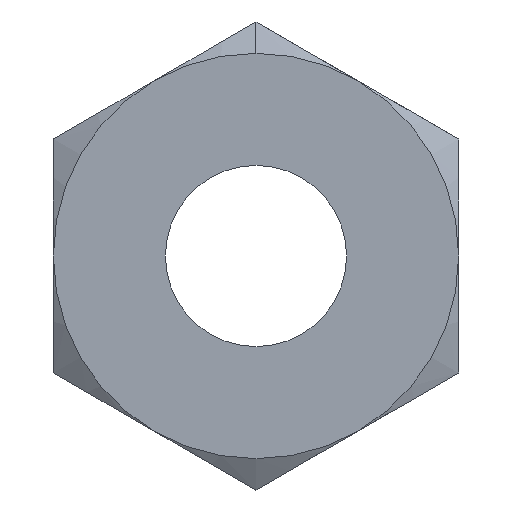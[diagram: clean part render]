
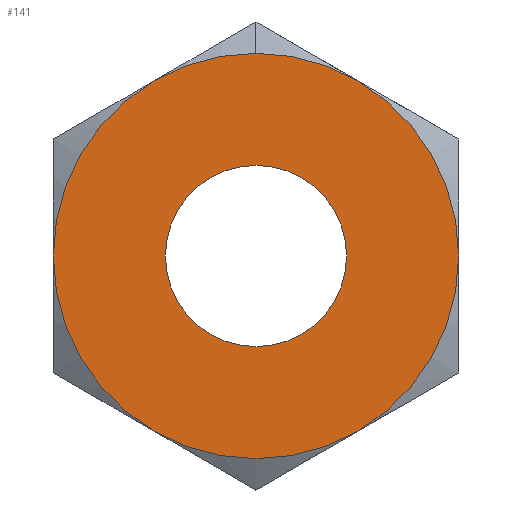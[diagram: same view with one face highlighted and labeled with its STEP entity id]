
A CAD part, front view. The second image highlights one B-rep face of the part: STEP entity #141.
In plain terms, the highlighted planar face has unit normal (0, -1, 0).
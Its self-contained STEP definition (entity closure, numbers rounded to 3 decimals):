
#14 = EDGE_CURVE ( 'NONE', #199, #840, #63, .T. ) ;
#43 = DIRECTION ( 'NONE',  ( 0., 1., 0. ) ) ;
#63 = CIRCLE ( 'NONE', #954, 1.229 ) ;
#65 = CARTESIAN_POINT ( 'NONE',  ( -1.375, 0., -2.382 ) ) ;
#66 = CIRCLE ( 'NONE', #608, 2.75 ) ;
#84 = VERTEX_POINT ( 'NONE', #913 ) ;
#87 = ORIENTED_EDGE ( 'NONE', *, *, #697, .F. ) ;
#99 = CARTESIAN_POINT ( 'NONE',  ( 0., 0., -1.229 ) ) ;
#103 = EDGE_CURVE ( 'NONE', #453, #808, #342, .T. ) ;
#107 = ORIENTED_EDGE ( 'NONE', *, *, #249, .F. ) ;
#109 = CARTESIAN_POINT ( 'NONE',  ( 0., 0., 0. ) ) ;
#128 = DIRECTION ( 'NONE',  ( 0., 1., 0. ) ) ;
#141 = ADVANCED_FACE ( 'NONE', ( #786, #779 ), #261, .F. ) ;
#144 = CARTESIAN_POINT ( 'NONE',  ( 0., 0., 0. ) ) ;
#145 = CARTESIAN_POINT ( 'NONE',  ( 0., 0., 0. ) ) ;
#147 = AXIS2_PLACEMENT_3D ( 'NONE', #568, #128, #363 ) ;
#149 = EDGE_LOOP ( 'NONE', ( #352, #107 ) ) ;
#157 = CIRCLE ( 'NONE', #687, 2.75 ) ;
#158 = ORIENTED_EDGE ( 'NONE', *, *, #103, .F. ) ;
#173 = CIRCLE ( 'NONE', #661, 1.229 ) ;
#188 = CARTESIAN_POINT ( 'NONE',  ( 0., 0., 2.75 ) ) ;
#199 = VERTEX_POINT ( 'NONE', #869 ) ;
#208 = CARTESIAN_POINT ( 'NONE',  ( 0., 0., 0. ) ) ;
#210 = DIRECTION ( 'NONE',  ( 0., 0., 1. ) ) ;
#213 = ORIENTED_EDGE ( 'NONE', *, *, #515, .F. ) ;
#249 = EDGE_CURVE ( 'NONE', #840, #199, #173, .T. ) ;
#253 = EDGE_CURVE ( 'NONE', #804, #510, #421, .T. ) ;
#261 = PLANE ( 'NONE',  #847 ) ;
#280 = CIRCLE ( 'NONE', #401, 2.75 ) ;
#314 = EDGE_LOOP ( 'NONE', ( #419, #158, #213, #87, #633, #610, #569 ) ) ;
#322 = DIRECTION ( 'NONE',  ( 0., 1., 0. ) ) ;
#326 = CIRCLE ( 'NONE', #560, 2.75 ) ;
#342 = CIRCLE ( 'NONE', #701, 2.75 ) ;
#343 = CARTESIAN_POINT ( 'NONE',  ( 0., 0., 0. ) ) ;
#349 = DIRECTION ( 'NONE',  ( 0., 0., 1. ) ) ;
#352 = ORIENTED_EDGE ( 'NONE', *, *, #14, .F. ) ;
#363 = DIRECTION ( 'NONE',  ( 0., 0., 1. ) ) ;
#401 = AXIS2_PLACEMENT_3D ( 'NONE', #793, #859, #563 ) ;
#419 = ORIENTED_EDGE ( 'NONE', *, *, #967, .F. ) ;
#421 = CIRCLE ( 'NONE', #518, 2.75 ) ;
#428 = DIRECTION ( 'NONE',  ( 0., 1., 0. ) ) ;
#433 = CARTESIAN_POINT ( 'NONE',  ( 0., 0., 0. ) ) ;
#436 = CARTESIAN_POINT ( 'NONE',  ( 0., 0., 0. ) ) ;
#443 = DIRECTION ( 'NONE',  ( 0., 1., 0. ) ) ;
#451 = DIRECTION ( 'NONE',  ( 0., 0., 1. ) ) ;
#453 = VERTEX_POINT ( 'NONE', #684 ) ;
#461 = CARTESIAN_POINT ( 'NONE',  ( -1.375, 0., 2.382 ) ) ;
#478 = DIRECTION ( 'NONE',  ( 0., 1., 0. ) ) ;
#510 = VERTEX_POINT ( 'NONE', #604 ) ;
#515 = EDGE_CURVE ( 'NONE', #676, #453, #157, .T. ) ;
#517 = DIRECTION ( 'NONE',  ( 0., -1., 0. ) ) ;
#518 = AXIS2_PLACEMENT_3D ( 'NONE', #208, #428, #583 ) ;
#534 = CARTESIAN_POINT ( 'NONE',  ( 2.75, 0., 0. ) ) ;
#546 = DIRECTION ( 'NONE',  ( 0., 0., 1. ) ) ;
#560 = AXIS2_PLACEMENT_3D ( 'NONE', #436, #882, #592 ) ;
#563 = DIRECTION ( 'NONE',  ( 0., 0., 1. ) ) ;
#566 = CARTESIAN_POINT ( 'NONE',  ( 0., 0., 0. ) ) ;
#568 = CARTESIAN_POINT ( 'NONE',  ( 0., 0., 0. ) ) ;
#569 = ORIENTED_EDGE ( 'NONE', *, *, #607, .F. ) ;
#583 = DIRECTION ( 'NONE',  ( 0., 0., 1. ) ) ;
#591 = DIRECTION ( 'NONE',  ( 0., 0., 1. ) ) ;
#592 = DIRECTION ( 'NONE',  ( 0., 0., 1. ) ) ;
#604 = CARTESIAN_POINT ( 'NONE',  ( 1.375, 0., -2.382 ) ) ;
#607 = EDGE_CURVE ( 'NONE', #932, #84, #280, .T. ) ;
#608 = AXIS2_PLACEMENT_3D ( 'NONE', #145, #43, #210 ) ;
#610 = ORIENTED_EDGE ( 'NONE', *, *, #748, .F. ) ;
#633 = ORIENTED_EDGE ( 'NONE', *, *, #253, .F. ) ;
#661 = AXIS2_PLACEMENT_3D ( 'NONE', #433, #517, #451 ) ;
#676 = VERTEX_POINT ( 'NONE', #65 ) ;
#684 = CARTESIAN_POINT ( 'NONE',  ( -2.75, 0., 0. ) ) ;
#687 = AXIS2_PLACEMENT_3D ( 'NONE', #109, #322, #546 ) ;
#697 = EDGE_CURVE ( 'NONE', #510, #676, #326, .T. ) ;
#701 = AXIS2_PLACEMENT_3D ( 'NONE', #144, #443, #591 ) ;
#748 = EDGE_CURVE ( 'NONE', #84, #804, #756, .T. ) ;
#756 = CIRCLE ( 'NONE', #147, 2.75 ) ;
#779 = FACE_BOUND ( 'NONE', #149, .T. ) ;
#786 = FACE_OUTER_BOUND ( 'NONE', #314, .T. ) ;
#793 = CARTESIAN_POINT ( 'NONE',  ( 0., 0., 0. ) ) ;
#797 = DIRECTION ( 'NONE',  ( 0., -1., 0. ) ) ;
#804 = VERTEX_POINT ( 'NONE', #534 ) ;
#808 = VERTEX_POINT ( 'NONE', #461 ) ;
#840 = VERTEX_POINT ( 'NONE', #99 ) ;
#847 = AXIS2_PLACEMENT_3D ( 'NONE', #343, #478, #349 ) ;
#859 = DIRECTION ( 'NONE',  ( 0., 1., 0. ) ) ;
#869 = CARTESIAN_POINT ( 'NONE',  ( 0., 0., 1.229 ) ) ;
#870 = DIRECTION ( 'NONE',  ( 0., 0., 1. ) ) ;
#882 = DIRECTION ( 'NONE',  ( 0., 1., 0. ) ) ;
#913 = CARTESIAN_POINT ( 'NONE',  ( 1.375, 0., 2.382 ) ) ;
#932 = VERTEX_POINT ( 'NONE', #188 ) ;
#954 = AXIS2_PLACEMENT_3D ( 'NONE', #566, #797, #870 ) ;
#967 = EDGE_CURVE ( 'NONE', #808, #932, #66, .T. ) ;
